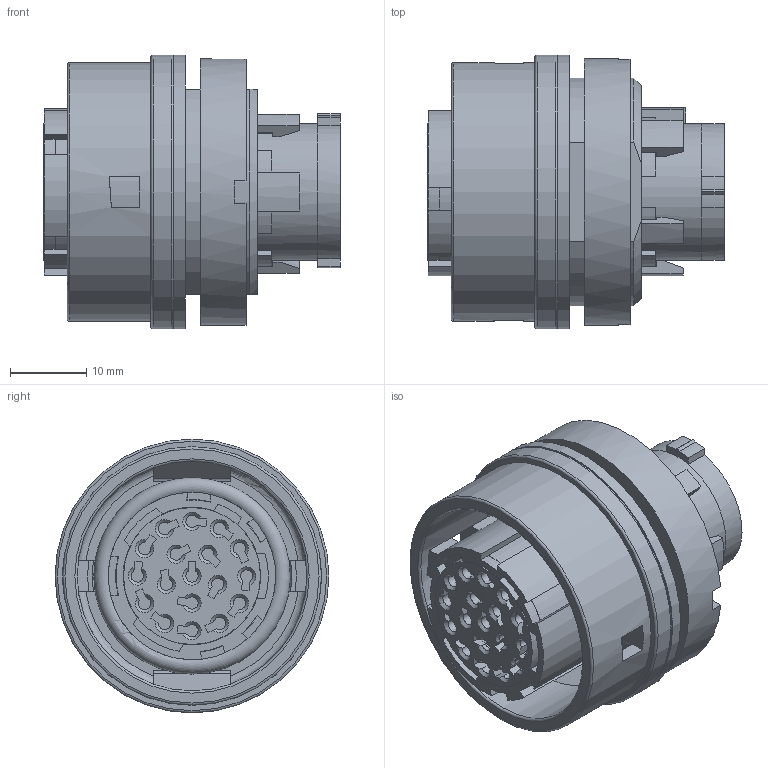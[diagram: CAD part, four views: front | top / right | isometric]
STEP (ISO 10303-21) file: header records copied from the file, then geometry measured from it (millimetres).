
FILE_DESCRIPTION(/* description */ (''),/* implementation_level */ '2;1');
FILE_NAME(/* name */ 'c016 10n017 006 1nxc001-01.stp',/* time_stamp */ '2019-07-08T09:41:15+02:00',/* author */ (''),/* organization */ (''),/* preprocessor_version */ 'ST-DEVELOPER v16.7',/* originating_system */ 'SIEMENS PLM Software NX 12.0',/* authorisation */ '');
FILE_SCHEMA (('AUTOMOTIVE_DESIGN { 1 0 10303 214 3 1 1 1 }'));
Length unit declared in the file: millimetre
Products named in the file (1): c016 10n017 006 1nxc001-01
Bounding box: 39 x 36 x 36 mm (x, y, z)
Volume: 21135.1 mm3; surface area: 11681.7 mm2
Topology: 1 solids, 2 shells, 453 faces, 1230 edges, 820 vertices
Faces by surface type: plane 307, cylinder 98, cone 26, torus 12, extrusion 10
Full cylindrical faces by diameter (mm): 18 x1, 22 x2, 30.2 x1, 34 x1, 35 x1, 36 x2
Entity records: 14434 total; most frequent: CARTESIAN_POINT 2950, ORIENTED_EDGE 2404, DIRECTION 2336, EDGE_CURVE 1202, VERTEX_POINT 810, VECTOR 806, LINE 796, AXIS2_PLACEMENT_3D 765
